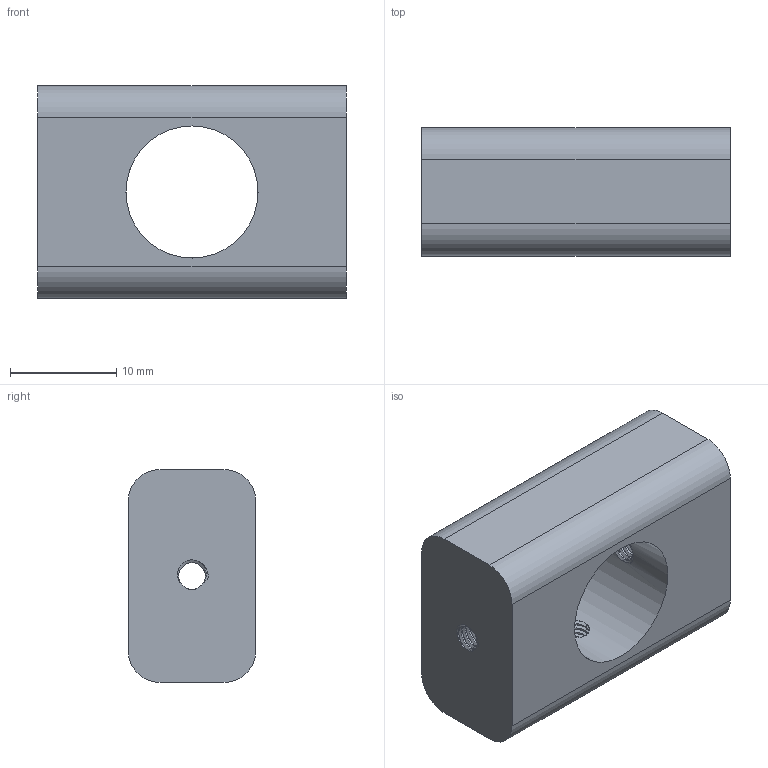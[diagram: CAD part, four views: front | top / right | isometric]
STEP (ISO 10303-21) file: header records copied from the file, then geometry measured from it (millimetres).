
FILE_DESCRIPTION(('FreeCAD Model'),'2;1');
FILE_NAME('Open CASCADE Shape Model','2025-04-14T21:29:45',(''),(''), 'Open CASCADE STEP processor 7.7','FreeCAD','Unknown');
FILE_SCHEMA(('AUTOMOTIVE_DESIGN { 1 0 10303 214 1 1 1 1 }'));
Length unit declared in the file: millimetre
Products named in the file (1): Porte buse
Bounding box: 29 x 12 x 20 mm (x, y, z)
Volume: 5166 mm3; surface area: 2643.1 mm2
Topology: 1 solids, 1 shells, 173 faces, 404 edges, 232 vertices
Faces by surface type: bspline 138, cylinder 27, plane 7, cone 1
Full cylindrical faces by diameter (mm): 2.52 x16, 12.4 x1
Entity records: 20126 total; most frequent: CARTESIAN_POINT 17319, ORIENTED_EDGE 806, EDGE_CURVE 403, B_SPLINE_CURVE_WITH_KNOTS 350, VERTEX_POINT 232, FACE_BOUND 181, EDGE_LOOP 181, ADVANCED_FACE 173
